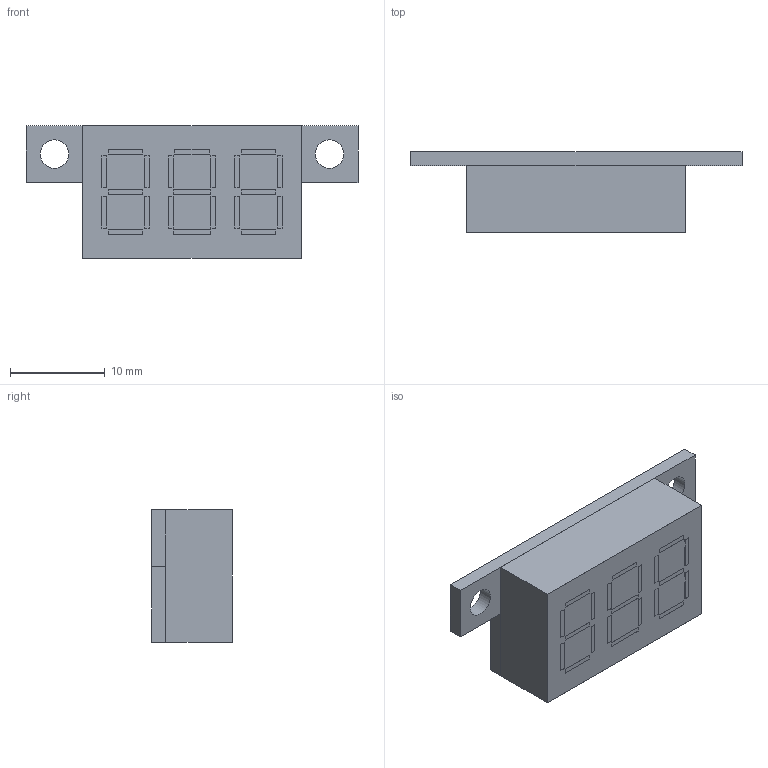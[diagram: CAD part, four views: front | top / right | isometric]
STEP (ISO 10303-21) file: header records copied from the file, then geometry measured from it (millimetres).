
FILE_DESCRIPTION(('FreeCAD Model'),'2;1');
FILE_NAME('7_Segment_23x14.step','2021-02-15T13:25:55',('Author'),(''), 'Open CASCADE STEP processor 7.3','FreeCAD','Unknown');
FILE_SCHEMA(('AUTOMOTIVE_DESIGN { 1 0 10303 214 1 1 1 1 }'));
Length unit declared in the file: millimetre
Products named in the file (1): 7_Segment_23x14
Bounding box: 35 x 8.51 x 14 mm (x, y, z)
Volume: 2826.6 mm3; surface area: 2670 mm2
Topology: 3 solids, 3 shells, 108 faces, 306 edges, 204 vertices
Faces by surface type: plane 106, cylinder 2
Full cylindrical faces by diameter (mm): 3 x2
Entity records: 8274 total; most frequent: CARTESIAN_POINT 1263, DIRECTION 1128, LINE 902, VECTOR 902, ORIENTED_EDGE 612, PCURVE 612, DEFINITIONAL_REPRESENTATION 612, EDGE_CURVE 306
